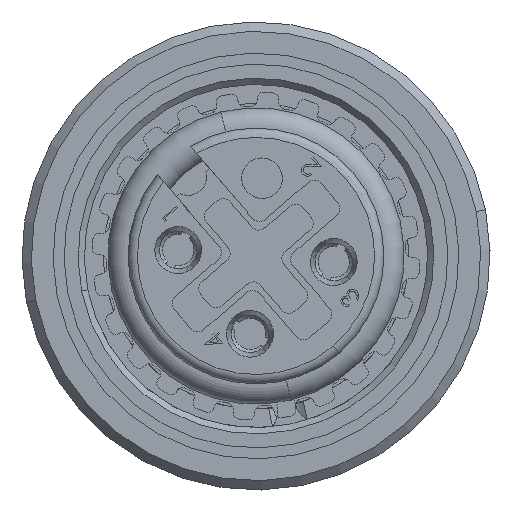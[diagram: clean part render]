
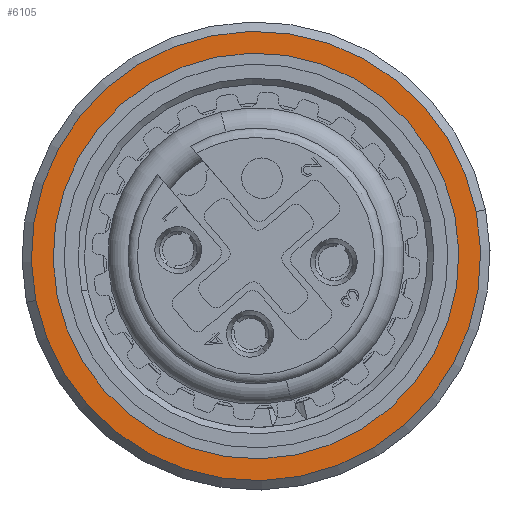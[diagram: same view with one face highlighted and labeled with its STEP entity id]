
A CAD part, left-side view. The second image highlights one B-rep face of the part: STEP entity #6105.
In plain terms, the highlighted planar face has unit normal (-1, 0, 0).
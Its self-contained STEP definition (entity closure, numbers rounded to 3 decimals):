
#5249=CARTESIAN_POINT('',(5.324,0.,0.));
#5250=DIRECTION('',(1.,0.,0.));
#5251=DIRECTION('',(0.,0.98,-0.198));
#5252=AXIS2_PLACEMENT_3D('',#5249,#5250,#5251);
#5254=CARTESIAN_POINT('',(5.324,0.,0.));
#5255=DIRECTION('',(1.,0.,0.));
#5256=DIRECTION('',(0.,-0.98,0.198));
#5257=AXIS2_PLACEMENT_3D('',#5254,#5255,#5256);
#5259=CARTESIAN_POINT('',(5.324,0.,0.));
#5260=DIRECTION('',(-1.,0.,0.));
#5261=DIRECTION('',(0.,0.98,-0.198));
#5262=AXIS2_PLACEMENT_3D('',#5259,#5260,#5261);
#5264=CARTESIAN_POINT('',(5.324,0.,0.));
#5265=DIRECTION('',(-1.,0.,0.));
#5266=DIRECTION('',(0.,-0.98,0.198));
#5267=AXIS2_PLACEMENT_3D('',#5264,#5265,#5266);
#5411=CARTESIAN_POINT('',(5.324,6.372,-1.285));
#5412=CARTESIAN_POINT('',(5.324,-6.372,1.285));
#5413=VERTEX_POINT('',#5411);
#5414=VERTEX_POINT('',#5412);
#5415=CARTESIAN_POINT('',(5.324,7.058,-1.423));
#5416=CARTESIAN_POINT('',(5.324,-7.058,1.423));
#5417=VERTEX_POINT('',#5415);
#5418=VERTEX_POINT('',#5416);
#6089=CARTESIAN_POINT('',(5.324,0.,
0.));
#6090=DIRECTION('',(1.,0.,0.));
#6091=DIRECTION('',(0.,-0.98,0.198));
#6092=AXIS2_PLACEMENT_3D('',#6089,#6090,#6091);
#6093=PLANE('',#6092);
#6095=ORIENTED_EDGE('',*,*,#6094,.T.);
#6097=ORIENTED_EDGE('',*,*,#6096,.T.);
#6098=EDGE_LOOP('',(#6095,#6097));
#6099=FACE_OUTER_BOUND('',#6098,.F.);
#6100=ORIENTED_EDGE('',*,*,#6079,.T.);
#6102=ORIENTED_EDGE('',*,*,#6101,.T.);
#6103=EDGE_LOOP('',(#6100,#6102));
#6104=FACE_BOUND('',#6103,.F.);
#5253=CIRCLE('',#5252,7.2);
#5258=CIRCLE('',#5257,7.2);
#5263=CIRCLE('',#5262,6.5);
#5268=CIRCLE('',#5267,6.5);
#6079=EDGE_CURVE('',#5413,#5414,#5263,.T.);
#6094=EDGE_CURVE('',#5417,#5418,#5253,.T.);
#6096=EDGE_CURVE('',#5418,#5417,#5258,.T.);
#6101=EDGE_CURVE('',#5414,#5413,#5268,.T.);
#6105=ADVANCED_FACE('',(#6099,#6104),#6093,.F.);
